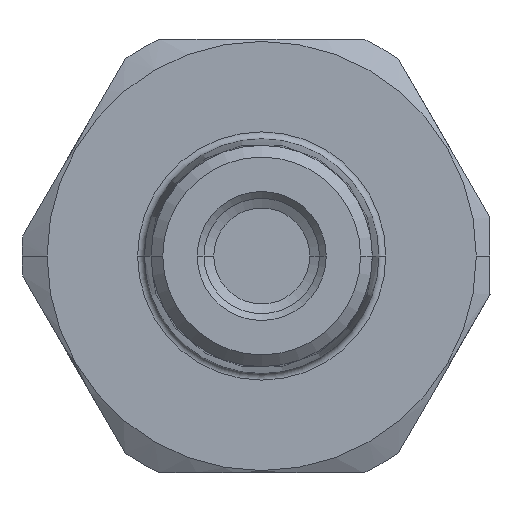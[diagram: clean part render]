
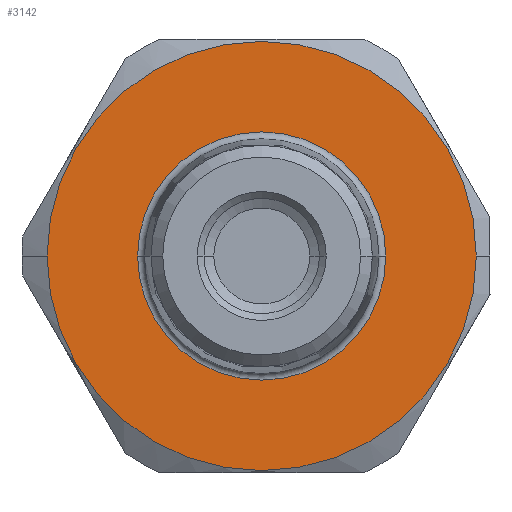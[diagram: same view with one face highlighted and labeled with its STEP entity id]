
A CAD part, front view. The second image highlights one B-rep face of the part: STEP entity #3142.
In plain terms, the highlighted face is planar.
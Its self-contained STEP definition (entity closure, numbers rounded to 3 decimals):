
#30 = ORIENTED_EDGE ( 'NONE', *, *, #1200, .T. ) ;
#576 = DIRECTION ( 'NONE',  ( 1., 0., 0. ) ) ;
#1200 = EDGE_CURVE ( 'NONE', #15840, #12009, #14712, .T. ) ;
#1559 = VERTEX_POINT ( 'NONE', #12161 ) ;
#1836 = AXIS2_PLACEMENT_3D ( 'NONE', #6125, #4848, #14117 ) ;
#2138 = ORIENTED_EDGE ( 'NONE', *, *, #2778, .T. ) ;
#2143 = CARTESIAN_POINT ( 'NONE',  ( -14.6, 9.4, 0. ) ) ;
#2618 = CARTESIAN_POINT ( 'NONE',  ( -14.6, 0., 0. ) ) ;
#2778 = EDGE_CURVE ( 'NONE', #12009, #15840, #2871, .T. ) ;
#2871 = CIRCLE ( 'NONE', #14011, 5.436 ) ;
#3142 = ADVANCED_FACE ( 'NONE', ( #8440, #11949 ), #11447, .T. ) ;
#3513 = CIRCLE ( 'NONE', #3805, 9.4 ) ;
#3671 = DIRECTION ( 'NONE',  ( 1., 0., 0. ) ) ;
#3805 = AXIS2_PLACEMENT_3D ( 'NONE', #8480, #576, #9847 ) ;
#3942 = DIRECTION ( 'NONE',  ( 0., 1., 0. ) ) ;
#4364 = DIRECTION ( 'NONE',  ( 1., 0., 0. ) ) ;
#4848 = DIRECTION ( 'NONE',  ( -1., 0., 0. ) ) ;
#5518 = EDGE_CURVE ( 'NONE', #1559, #12246, #10107, .T. ) ;
#6125 = CARTESIAN_POINT ( 'NONE',  ( -14.6, 9.4, 0. ) ) ;
#8440 = FACE_BOUND ( 'NONE', #12713, .T. ) ;
#8480 = CARTESIAN_POINT ( 'NONE',  ( -14.6, 0., 0. ) ) ;
#8840 = ORIENTED_EDGE ( 'NONE', *, *, #12619, .F. ) ;
#9847 = DIRECTION ( 'NONE',  ( 0., 1., 0. ) ) ;
#10107 = CIRCLE ( 'NONE', #14707, 9.4 ) ;
#11223 = AXIS2_PLACEMENT_3D ( 'NONE', #13631, #4364, #12309 ) ;
#11447 = PLANE ( 'NONE',  #1836 ) ;
#11595 = CARTESIAN_POINT ( 'NONE',  ( -14.6, 0., 0. ) ) ;
#11683 = CARTESIAN_POINT ( 'NONE',  ( -14.6, 5.436, 0. ) ) ;
#11879 = DIRECTION ( 'NONE',  ( 1., 0., 0. ) ) ;
#11949 = FACE_OUTER_BOUND ( 'NONE', #14332, .T. ) ;
#12009 = VERTEX_POINT ( 'NONE', #16218 ) ;
#12161 = CARTESIAN_POINT ( 'NONE',  ( -14.6, -9.4, 0. ) ) ;
#12246 = VERTEX_POINT ( 'NONE', #2143 ) ;
#12309 = DIRECTION ( 'NONE',  ( 0., 1., 0. ) ) ;
#12619 = EDGE_CURVE ( 'NONE', #12246, #1559, #3513, .T. ) ;
#12713 = EDGE_LOOP ( 'NONE', ( #30, #2138 ) ) ;
#12945 = DIRECTION ( 'NONE',  ( 0., 1., 0. ) ) ;
#13509 = ORIENTED_EDGE ( 'NONE', *, *, #5518, .F. ) ;
#13631 = CARTESIAN_POINT ( 'NONE',  ( -14.6, 0., 0. ) ) ;
#14011 = AXIS2_PLACEMENT_3D ( 'NONE', #2618, #11879, #3942 ) ;
#14117 = DIRECTION ( 'NONE',  ( 0., -1., 0. ) ) ;
#14332 = EDGE_LOOP ( 'NONE', ( #8840, #13509 ) ) ;
#14707 = AXIS2_PLACEMENT_3D ( 'NONE', #11595, #3671, #12945 ) ;
#14712 = CIRCLE ( 'NONE', #11223, 5.436 ) ;
#15840 = VERTEX_POINT ( 'NONE', #11683 ) ;
#16218 = CARTESIAN_POINT ( 'NONE',  ( -14.6, -5.436, 0. ) ) ;
